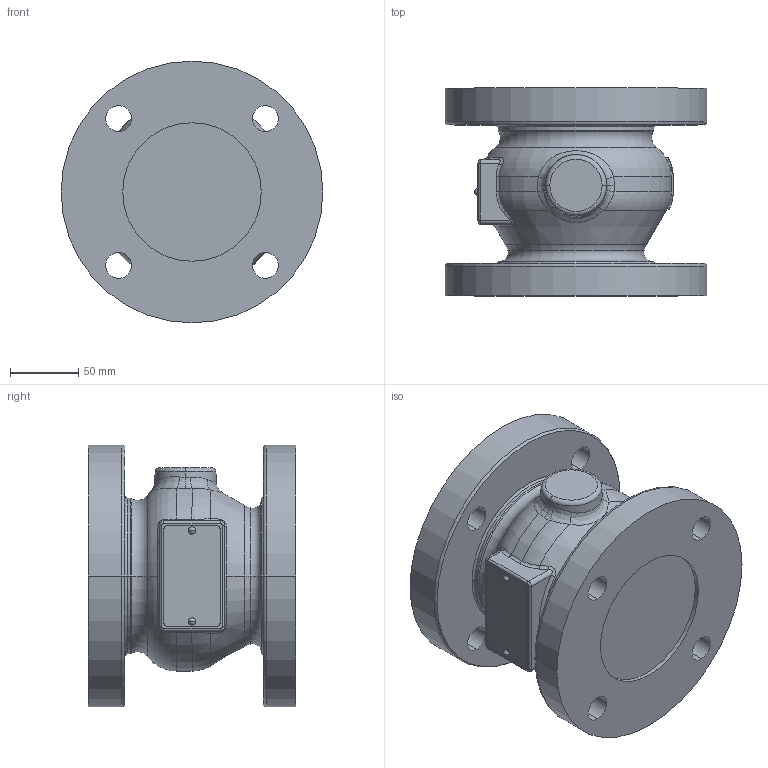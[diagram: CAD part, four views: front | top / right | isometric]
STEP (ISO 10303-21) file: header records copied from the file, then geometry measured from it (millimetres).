
FILE_DESCRIPTION((''),'2;1');
FILE_NAME('1803A_1_SW0001','2023-10-24T11:29:45',('tbuffington'),(''),'CREO PARAMETRIC BY PTC INC, 2023072','CREO PARAMETRIC BY PTC INC, 2023072','');
FILE_SCHEMA(('AUTOMOTIVE_DESIGN { 1 0 10303 214 1 1 1 1 }'));
Length unit declared in the file: inch
Products named in the file (1): 1803A_1_SW0001
Bounding box: 192.09 x 152.4 x 192.09 mm (x, y, z)
Volume: 2641765.3 mm3; surface area: 183574.8 mm2
Topology: 1 solids, 1 shells, 130 faces, 317 edges, 192 vertices
Faces by surface type: cylinder 44, plane 28, torus 26, bspline 22, cone 6, sphere 4
Entity records: 6941 total; most frequent: CARTESIAN_POINT 2467, COLOUR_RGB 1327, DIRECTION 647, ORIENTED_EDGE 626, EDGE_CURVE 313, AXIS2_PLACEMENT_3D 282, VERTEX_POINT 192, CIRCLE 174
